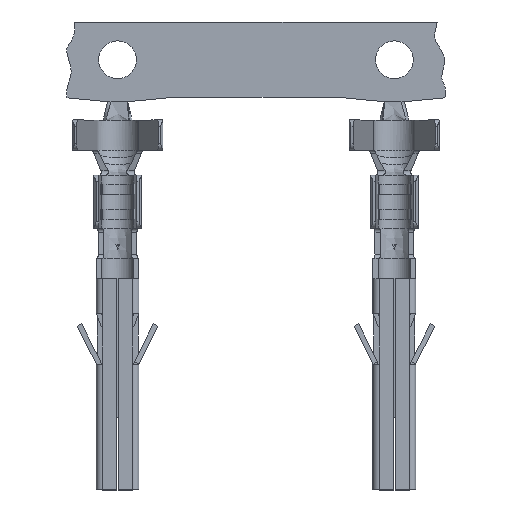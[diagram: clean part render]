
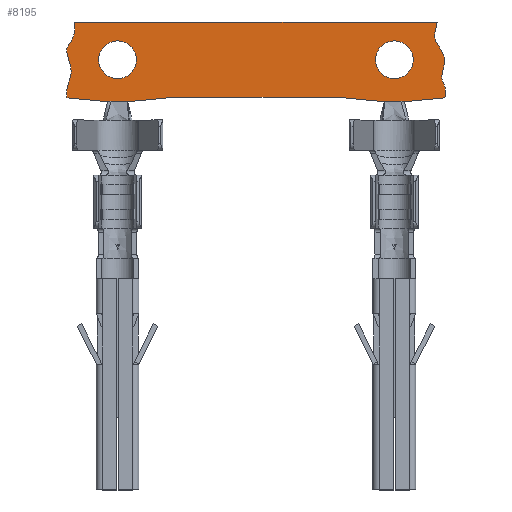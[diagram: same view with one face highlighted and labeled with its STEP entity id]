
A CAD part, top view. The second image highlights one B-rep face of the part: STEP entity #8195.
In plain terms, the highlighted planar face has unit normal (0, 0, 1).
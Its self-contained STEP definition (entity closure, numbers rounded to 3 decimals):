
#424=LINE('',#13206,#1212);
#425=LINE('',#13228,#1213);
#427=LINE('',#13232,#1215);
#429=LINE('',#13236,#1217);
#433=LINE('',#13245,#1221);
#444=LINE('',#13295,#1232);
#445=LINE('',#13296,#1233);
#446=LINE('',#13298,#1234);
#447=LINE('',#13300,#1235);
#448=LINE('',#13302,#1236);
#449=LINE('',#13304,#1237);
#450=LINE('',#13306,#1238);
#451=LINE('',#13308,#1239);
#452=LINE('',#13310,#1240);
#1212=VECTOR('',#9861,1000.);
#1213=VECTOR('',#9862,1000.);
#1215=VECTOR('',#9866,1000.);
#1217=VECTOR('',#9870,1000.);
#1221=VECTOR('',#9876,1000.);
#1232=VECTOR('',#9899,1000.);
#1233=VECTOR('',#9900,1000.);
#1234=VECTOR('',#9901,1000.);
#1235=VECTOR('',#9902,1000.);
#1236=VECTOR('',#9903,1000.);
#1237=VECTOR('',#9904,1000.);
#1238=VECTOR('',#9905,1000.);
#1239=VECTOR('',#9906,1000.);
#1240=VECTOR('',#9907,1000.);
#1827=PLANE('',#8759);
#2144=CIRCLE('',#8756,0.75);
#2146=CIRCLE('',#8760,0.75);
#2973=ORIENTED_EDGE('',*,*,#5207,.F.);
#2974=ORIENTED_EDGE('',*,*,#5208,.T.);
#2975=ORIENTED_EDGE('',*,*,#5185,.T.);
#2976=ORIENTED_EDGE('',*,*,#5183,.T.);
#2977=ORIENTED_EDGE('',*,*,#5181,.T.);
#2978=ORIENTED_EDGE('',*,*,#5187,.T.);
#2979=ORIENTED_EDGE('',*,*,#5209,.T.);
#2980=ORIENTED_EDGE('',*,*,#5210,.T.);
#2981=ORIENTED_EDGE('',*,*,#5211,.T.);
#2982=ORIENTED_EDGE('',*,*,#5212,.T.);
#2983=ORIENTED_EDGE('',*,*,#5213,.T.);
#2984=ORIENTED_EDGE('',*,*,#5214,.T.);
#2985=ORIENTED_EDGE('',*,*,#5215,.T.);
#2986=ORIENTED_EDGE('',*,*,#5216,.T.);
#2987=ORIENTED_EDGE('',*,*,#5217,.T.);
#2988=ORIENTED_EDGE('',*,*,#5191,.T.);
#2989=ORIENTED_EDGE('',*,*,#5195,.T.);
#2990=ORIENTED_EDGE('',*,*,#5218,.T.);
#5181=EDGE_CURVE('',#6294,#6293,#424,.F.);
#5183=EDGE_CURVE('',#6289,#6294,#425,.F.);
#5185=EDGE_CURVE('',#6296,#6289,#427,.T.);
#5187=EDGE_CURVE('',#6293,#6297,#429,.T.);
#5191=EDGE_CURVE('',#6301,#6300,#433,.T.);
#5195=EDGE_CURVE('',#6304,#6304,#2144,.T.);
#5207=EDGE_CURVE('',#6314,#6300,#6895,.T.);
#5208=EDGE_CURVE('',#6314,#6296,#444,.T.);
#5209=EDGE_CURVE('',#6297,#6315,#445,.T.);
#5210=EDGE_CURVE('',#6315,#6316,#446,.T.);
#5211=EDGE_CURVE('',#6316,#6317,#447,.T.);
#5212=EDGE_CURVE('',#6317,#6318,#448,.T.);
#5213=EDGE_CURVE('',#6318,#6319,#449,.F.);
#5214=EDGE_CURVE('',#6319,#6320,#450,.F.);
#5215=EDGE_CURVE('',#6320,#6321,#451,.T.);
#5216=EDGE_CURVE('',#6321,#6322,#452,.T.);
#5217=EDGE_CURVE('',#6322,#6301,#6896,.T.);
#5218=EDGE_CURVE('',#6323,#6323,#2146,.T.);
#6289=VERTEX_POINT('',#13069);
#6293=VERTEX_POINT('',#13177);
#6294=VERTEX_POINT('',#13207);
#6296=VERTEX_POINT('',#13233);
#6297=VERTEX_POINT('',#13237);
#6300=VERTEX_POINT('',#13244);
#6301=VERTEX_POINT('',#13246);
#6304=VERTEX_POINT('',#13254);
#6314=VERTEX_POINT('',#13294);
#6315=VERTEX_POINT('',#13297);
#6316=VERTEX_POINT('',#13299);
#6317=VERTEX_POINT('',#13301);
#6318=VERTEX_POINT('',#13303);
#6319=VERTEX_POINT('',#13305);
#6320=VERTEX_POINT('',#13307);
#6321=VERTEX_POINT('',#13309);
#6322=VERTEX_POINT('',#13311);
#6323=VERTEX_POINT('',#13320);
#6895=B_SPLINE_CURVE_WITH_KNOTS('',3,(#13288,#13289,#13290,#13291,#13292,
#13293),.UNSPECIFIED.,.F.,.F.,(4,1,1,4),(0.,0.313,0.669,
1.),.UNSPECIFIED.);
#6896=B_SPLINE_CURVE_WITH_KNOTS('',3,(#13312,#13313,#13314,#13315,#13316,
#13317,#13318),.UNSPECIFIED.,.F.,.F.,(4,1,1,1,4),(0.,0.182,
0.344,0.743,1.),.UNSPECIFIED.);
#7122=EDGE_LOOP('',(#2973,#2974,#2975,#2976,#2977,#2978,#2979,#2980,#2981,
#2982,#2983,#2984,#2985,#2986,#2987,#2988));
#7123=EDGE_LOOP('',(#2989));
#7124=EDGE_LOOP('',(#2990));
#7648=FACE_BOUND('',#7122,.T.);
#7649=FACE_BOUND('',#7123,.T.);
#7650=FACE_BOUND('',#7124,.T.);
#8195=ADVANCED_FACE('',(#7648,#7649,#7650),#1827,.T.);
#8756=AXIS2_PLACEMENT_3D('',#13253,#9883,#9884);
#8759=AXIS2_PLACEMENT_3D('',#13287,#9897,#9898);
#8760=AXIS2_PLACEMENT_3D('',#13319,#9908,#9909);
#9861=DIRECTION('',(-1.,0.,0.));
#9862=DIRECTION('',(-1.,0.,0.));
#9866=DIRECTION('',(1.,0.,0.));
#9870=DIRECTION('',(1.,0.,0.));
#9876=DIRECTION('',(-1.,0.,0.));
#9883=DIRECTION('',(0.,0.,-1.));
#9884=DIRECTION('',(-1.,0.,0.));
#9897=DIRECTION('',(0.,0.,1.));
#9898=DIRECTION('',(1.,0.,0.));
#9899=DIRECTION('',(0.995,-0.096,0.));
#9900=DIRECTION('',(0.995,0.096,0.));
#9901=DIRECTION('',(1.,0.,0.));
#9902=DIRECTION('',(0.995,-0.096,0.));
#9903=DIRECTION('',(1.,0.,0.));
#9904=DIRECTION('',(-1.,0.,0.));
#9905=DIRECTION('',(-1.,0.,0.));
#9906=DIRECTION('',(1.,0.,0.));
#9907=DIRECTION('',(0.995,0.096,0.));
#9908=DIRECTION('',(0.,0.,-1.));
#9909=DIRECTION('',(1.,0.,0.));
#13069=CARTESIAN_POINT('',(-11.4,0.75,0.));
#13177=CARTESIAN_POINT('',(-10.6,0.75,0.));
#13206=CARTESIAN_POINT('',(-10.6,0.75,0.));
#13207=CARTESIAN_POINT('',(-11.259,0.75,0.));
#13228=CARTESIAN_POINT('',(-10.6,0.75,0.));
#13232=CARTESIAN_POINT('',(-11.6,0.75,0.));
#13233=CARTESIAN_POINT('',(-11.6,0.75,0.));
#13236=CARTESIAN_POINT('',(-11.6,0.75,0.));
#13237=CARTESIAN_POINT('',(-10.4,0.75,0.));
#13244=CARTESIAN_POINT('',(-12.7,3.9,0.));
#13245=CARTESIAN_POINT('',(-8.,3.9,0.));
#13246=CARTESIAN_POINT('',(1.7,3.9,0.));
#13253=CARTESIAN_POINT('',(-11.,2.4,0.));
#13254=CARTESIAN_POINT('',(-11.75,2.4,0.));
#13287=CARTESIAN_POINT('',(-8.,0.9,0.));
#13288=CARTESIAN_POINT('',(-13.011,0.887,0.));
#13289=CARTESIAN_POINT('',(-13.109,1.265,0.));
#13290=CARTESIAN_POINT('',(-12.599,1.842,0.));
#13291=CARTESIAN_POINT('',(-13.302,2.992,0.));
#13292=CARTESIAN_POINT('',(-12.648,3.161,0.));
#13293=CARTESIAN_POINT('',(-12.7,3.9,0.));
#13294=CARTESIAN_POINT('',(-13.011,0.887,0.));
#13295=CARTESIAN_POINT('',(-13.15,0.9,0.));
#13296=CARTESIAN_POINT('',(-10.4,0.75,0.));
#13297=CARTESIAN_POINT('',(-8.85,0.9,0.));
#13298=CARTESIAN_POINT('',(-3.,0.9,0.));
#13299=CARTESIAN_POINT('',(-2.15,0.9,0.));
#13300=CARTESIAN_POINT('',(-2.15,0.9,0.));
#13301=CARTESIAN_POINT('',(-0.6,0.75,0.));
#13302=CARTESIAN_POINT('',(-0.6,0.75,0.));
#13303=CARTESIAN_POINT('',(-0.4,0.75,0.));
#13304=CARTESIAN_POINT('',(0.4,0.75,0.));
#13305=CARTESIAN_POINT('',(0.259,0.75,0.));
#13306=CARTESIAN_POINT('',(0.4,0.75,0.));
#13307=CARTESIAN_POINT('',(0.4,0.75,0.));
#13308=CARTESIAN_POINT('',(-0.6,0.75,0.));
#13309=CARTESIAN_POINT('',(0.6,0.75,0.));
#13310=CARTESIAN_POINT('',(0.6,0.75,0.));
#13311=CARTESIAN_POINT('',(2.011,0.887,0.));
#13312=CARTESIAN_POINT('',(2.011,0.887,0.));
#13313=CARTESIAN_POINT('',(2.104,1.331,0.));
#13314=CARTESIAN_POINT('',(1.753,1.566,0.));
#13315=CARTESIAN_POINT('',(2.202,2.588,0.));
#13316=CARTESIAN_POINT('',(1.444,3.109,0.));
#13317=CARTESIAN_POINT('',(1.654,3.629,0.));
#13318=CARTESIAN_POINT('',(1.7,3.9,0.));
#13319=CARTESIAN_POINT('',(0.,2.4,0.));
#13320=CARTESIAN_POINT('',(0.75,2.4,0.));
